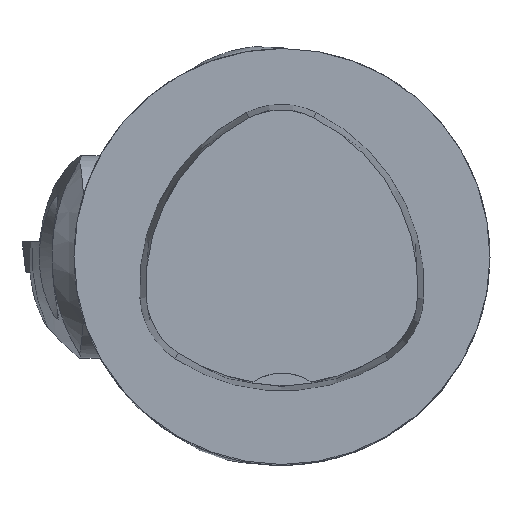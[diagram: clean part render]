
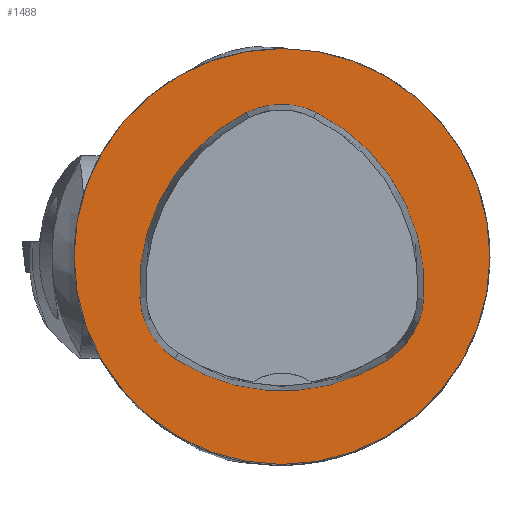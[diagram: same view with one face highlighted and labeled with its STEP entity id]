
A CAD part, top view. The second image highlights one B-rep face of the part: STEP entity #1488.
In plain terms, the highlighted planar face has unit normal (0, 0, 1).
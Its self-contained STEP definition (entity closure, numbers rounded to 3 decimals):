
#676=PLANE('',#8366);
#1082=FACE_BOUND('',#2359,.T.);
#1083=FACE_BOUND('',#2360,.T.);
#1488=ADVANCED_FACE('',(#1082,#1083),#676,.T.);
#2359=EDGE_LOOP('',(#5483,#5484,#5485,#5486,#5487,#5488));
#2360=EDGE_LOOP('',(#5489));
#5483=ORIENTED_EDGE('',*,*,#7496,.T.);
#5484=ORIENTED_EDGE('',*,*,#7476,.T.);
#5485=ORIENTED_EDGE('',*,*,#7480,.T.);
#5486=ORIENTED_EDGE('',*,*,#7483,.T.);
#5487=ORIENTED_EDGE('',*,*,#7486,.T.);
#5488=ORIENTED_EDGE('',*,*,#7494,.T.);
#5489=ORIENTED_EDGE('',*,*,#6586,.F.);
#5840=VERTEX_POINT('',#10715);
#6436=VERTEX_POINT('',#13362);
#6437=VERTEX_POINT('',#13363);
#6440=VERTEX_POINT('',#13371);
#6442=VERTEX_POINT('',#13377);
#6444=VERTEX_POINT('',#13383);
#6451=VERTEX_POINT('',#13404);
#6586=EDGE_CURVE('',#5840,#5840,#7649,.T.);
#7476=EDGE_CURVE('',#6436,#6437,#7792,.T.);
#7480=EDGE_CURVE('',#6437,#6440,#7794,.T.);
#7483=EDGE_CURVE('',#6440,#6442,#7796,.T.);
#7486=EDGE_CURVE('',#6442,#6444,#7798,.T.);
#7494=EDGE_CURVE('',#6444,#6451,#7802,.T.);
#7496=EDGE_CURVE('',#6451,#6436,#7804,.T.);
#7649=CIRCLE('',#7869,16.);
#7792=CIRCLE('',#8343,15.);
#7794=CIRCLE('',#8346,6.);
#7796=CIRCLE('',#8349,15.);
#7798=CIRCLE('',#8352,6.);
#7802=CIRCLE('',#8357,15.);
#7804=CIRCLE('',#8360,6.);
#7869=AXIS2_PLACEMENT_3D('',#10714,#8560,#8561);
#8343=AXIS2_PLACEMENT_3D('',#13361,#9985,#9986);
#8346=AXIS2_PLACEMENT_3D('',#13370,#9993,#9994);
#8349=AXIS2_PLACEMENT_3D('',#13376,#10000,#10001);
#8352=AXIS2_PLACEMENT_3D('',#13382,#10007,#10008);
#8357=AXIS2_PLACEMENT_3D('',#13405,#10019,#10020);
#8360=AXIS2_PLACEMENT_3D('',#13408,#10025,#10026);
#8366=AXIS2_PLACEMENT_3D('',#13414,#10037,#10038);
#8560=DIRECTION('',(0.,0.,-1.));
#8561=DIRECTION('',(-1.,0.,0.));
#9985=DIRECTION('',(0.,0.,-1.));
#9986=DIRECTION('',(-1.,0.,0.));
#9993=DIRECTION('',(0.,0.,-1.));
#9994=DIRECTION('',(-1.,0.,0.));
#10000=DIRECTION('',(0.,0.,-1.));
#10001=DIRECTION('',(-1.,0.,0.));
#10007=DIRECTION('',(0.,0.,-1.));
#10008=DIRECTION('',(-1.,0.,0.));
#10019=DIRECTION('',(0.,0.,-1.));
#10020=DIRECTION('',(-1.,0.,0.));
#10025=DIRECTION('',(0.,0.,-1.));
#10026=DIRECTION('',(-1.,0.,0.));
#10037=DIRECTION('',(0.,0.,1.));
#10038=DIRECTION('',(1.,0.,0.));
#10714=CARTESIAN_POINT('',(0.,0.,0.));
#10715=CARTESIAN_POINT('',(-16.,0.,0.));
#13361=CARTESIAN_POINT('',(4.048,-2.316,0.));
#13362=CARTESIAN_POINT('',(-10.926,-3.206,0.));
#13363=CARTESIAN_POINT('',(-2.774,11.043,0.));
#13370=CARTESIAN_POINT('',(-0.045,5.7,0.));
#13371=CARTESIAN_POINT('',(2.638,11.066,0.));
#13376=CARTESIAN_POINT('',(-4.07,-2.35,0.));
#13377=CARTESIAN_POINT('',(10.903,-3.249,0.));
#13382=CARTESIAN_POINT('',(4.914,-2.889,0.));
#13383=CARTESIAN_POINT('',(8.177,-7.924,0.));
#13404=CARTESIAN_POINT('',(-8.24,-7.859,0.));
#13405=CARTESIAN_POINT('',(0.019,4.663,0.));
#13408=CARTESIAN_POINT('',(-4.936,-2.85,0.));
#13414=CARTESIAN_POINT('',(0.,0.,0.));
